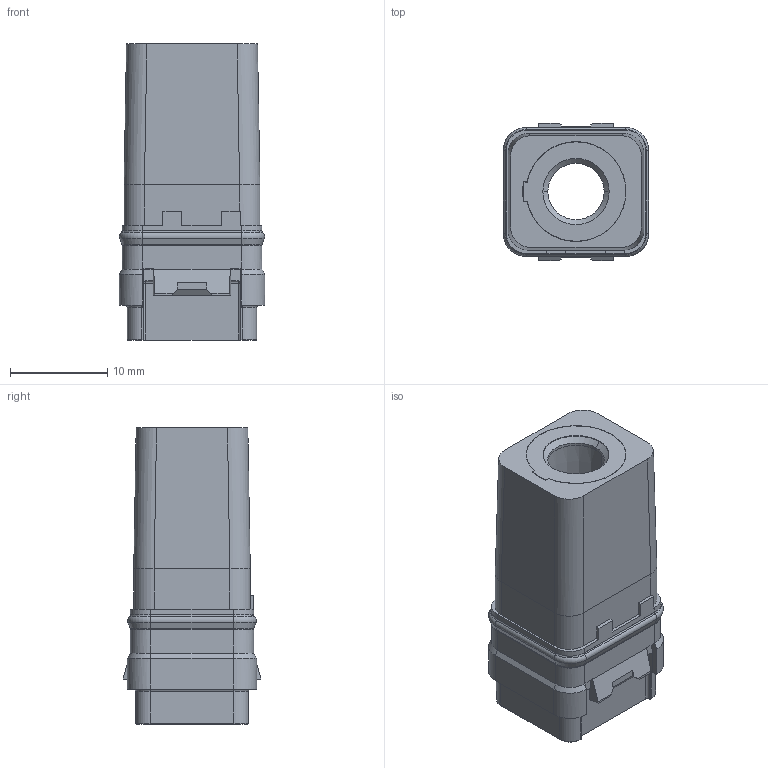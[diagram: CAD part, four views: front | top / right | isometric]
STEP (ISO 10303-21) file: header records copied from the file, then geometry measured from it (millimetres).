
FILE_DESCRIPTION((''),'2;1');
FILE_NAME('SIM3E0108SB','2020-08-21T',('presta_be4'),(''),'CREO PARAMETRIC BY PTC INC, 2018360','CREO PARAMETRIC BY PTC INC, 2018360','');
FILE_SCHEMA(('CONFIG_CONTROL_DESIGN'));
Length unit declared in the file: millimetre
Products named in the file (1): SIM3E0108SB
Bounding box: 15 x 14.15 x 30.51 mm (x, y, z)
Volume: 3426.8 mm3; surface area: 3790.9 mm2
Topology: 1 solids, 1 shells, 389 faces, 1003 edges, 624 vertices
Faces by surface type: plane 195, cylinder 94, torus 54, cone 37, bspline 5, sphere 4
Entity records: 12297 total; most frequent: CARTESIAN_POINT 2805, ORIENTED_EDGE 2006, DIRECTION 1973, EDGE_CURVE 1003, AXIS2_PLACEMENT_3D 712, VERTEX_POINT 624, VECTOR 549, LINE 549
